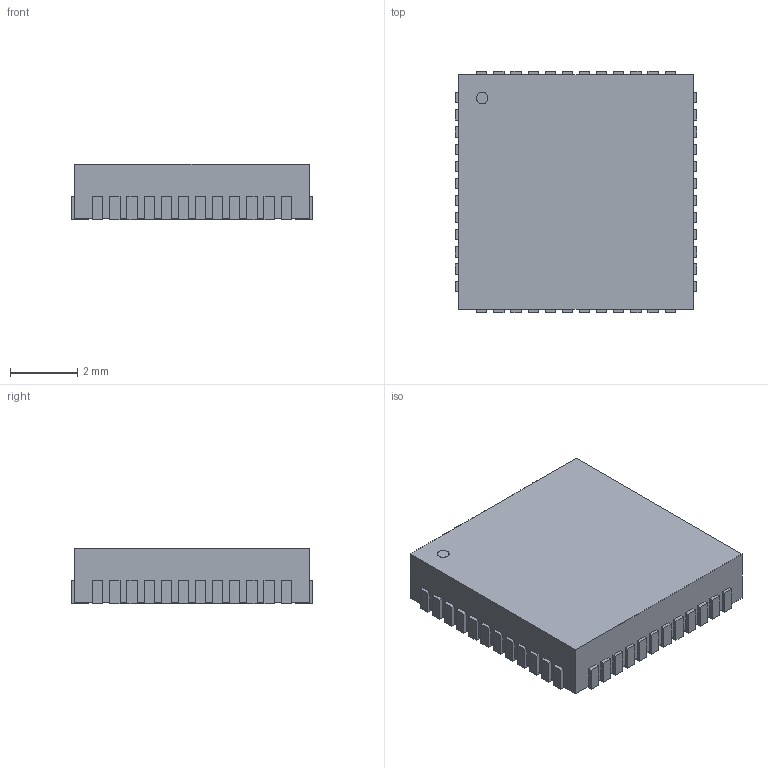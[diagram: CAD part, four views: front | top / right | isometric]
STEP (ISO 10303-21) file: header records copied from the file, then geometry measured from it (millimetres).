
FILE_DESCRIPTION(('STEP AP214'),'1');
FILE_NAME('QFN48_7X7MC_MCH','2024-08-05T07:59:22',(''),(''),'','','');
FILE_SCHEMA(('AUTOMOTIVE_DESIGN'));
Length unit declared in the file: millimetre
Products named in the file (1): product
Bounding box: 7.16 x 7.16 x 1.65 mm (x, y, z)
Volume: 79.7 mm3; surface area: 221.6 mm2
Topology: 51 solids, 51 shells, 399 faces, 891 edges, 594 vertices
Faces by surface type: plane 398, cylinder 1
Full cylindrical faces by diameter (mm): 0.348 x1
Entity records: 10405 total; most frequent: ORIENTED_EDGE 1780, DIRECTION 1694, CARTESIAN_POINT 997, EDGE_CURVE 890, LINE 888, VECTOR 888, VERTEX_POINT 594, AXIS2_PLACEMENT_3D 403
